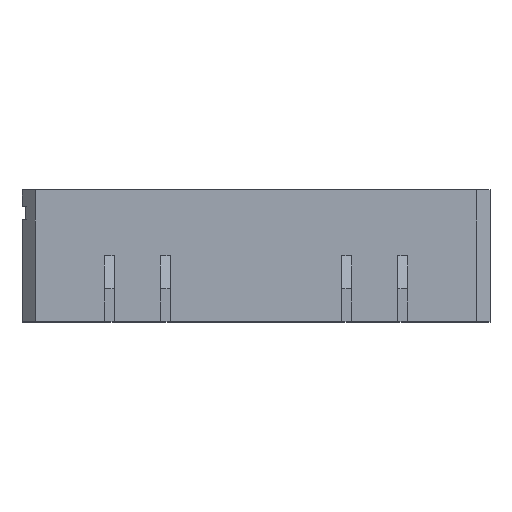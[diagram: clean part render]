
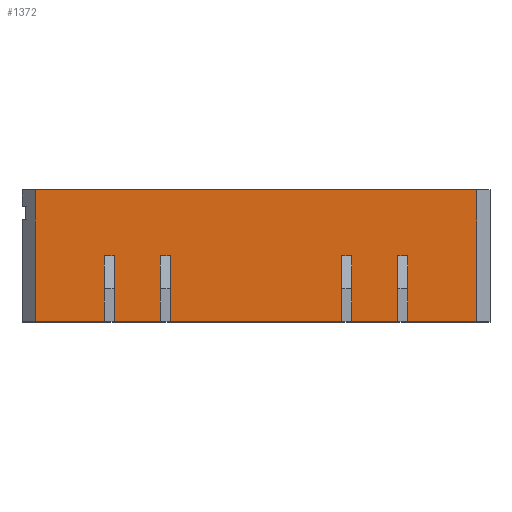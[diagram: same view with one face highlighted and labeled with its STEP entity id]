
A CAD part, top view. The second image highlights one B-rep face of the part: STEP entity #1372.
In plain terms, the highlighted planar face has unit normal (0, 0, 1).
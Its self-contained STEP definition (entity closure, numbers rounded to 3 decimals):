
#68=FACE_OUTER_BOUND('',#137,.T.);
#137=EDGE_LOOP('',(#1031,#1032,#1033,#1034,#1035,#1036,#1037,#1038,#1039,
#1040,#1041,#1042,#1043,#1044,#1045,#1046,#1047,#1048,#1049,#1050));
#214=LINE('',#1889,#396);
#241=LINE('',#1943,#423);
#245=LINE('',#1951,#427);
#249=LINE('',#1959,#431);
#253=LINE('',#1967,#435);
#257=LINE('',#1974,#439);
#298=LINE('',#2051,#480);
#307=LINE('',#2068,#489);
#309=LINE('',#2072,#491);
#310=LINE('',#2074,#492);
#311=LINE('',#2075,#493);
#312=LINE('',#2077,#494);
#313=LINE('',#2079,#495);
#314=LINE('',#2080,#496);
#315=LINE('',#2082,#497);
#316=LINE('',#2084,#498);
#317=LINE('',#2085,#499);
#318=LINE('',#2087,#500);
#319=LINE('',#2089,#501);
#320=LINE('',#2090,#502);
#396=VECTOR('',#1534,10.);
#423=VECTOR('',#1563,10.);
#427=VECTOR('',#1567,10.);
#431=VECTOR('',#1571,10.);
#435=VECTOR('',#1575,10.);
#439=VECTOR('',#1579,10.);
#480=VECTOR('',#1634,10.);
#489=VECTOR('',#1647,10.);
#491=VECTOR('',#1651,10.);
#492=VECTOR('',#1652,10.);
#493=VECTOR('',#1653,10.);
#494=VECTOR('',#1654,10.);
#495=VECTOR('',#1655,10.);
#496=VECTOR('',#1656,10.);
#497=VECTOR('',#1657,10.);
#498=VECTOR('',#1658,10.);
#499=VECTOR('',#1659,10.);
#500=VECTOR('',#1660,10.);
#501=VECTOR('',#1661,10.);
#502=VECTOR('',#1662,10.);
#578=VERTEX_POINT('',#1886);
#579=VERTEX_POINT('',#1888);
#604=VERTEX_POINT('',#1940);
#605=VERTEX_POINT('',#1942);
#608=VERTEX_POINT('',#1948);
#609=VERTEX_POINT('',#1950);
#612=VERTEX_POINT('',#1956);
#613=VERTEX_POINT('',#1958);
#616=VERTEX_POINT('',#1964);
#617=VERTEX_POINT('',#1966);
#620=VERTEX_POINT('',#1972);
#649=VERTEX_POINT('',#2050);
#656=VERTEX_POINT('',#2071);
#657=VERTEX_POINT('',#2073);
#658=VERTEX_POINT('',#2076);
#659=VERTEX_POINT('',#2078);
#660=VERTEX_POINT('',#2081);
#661=VERTEX_POINT('',#2083);
#662=VERTEX_POINT('',#2086);
#663=VERTEX_POINT('',#2088);
#710=EDGE_CURVE('',#578,#579,#214,.T.);
#737=EDGE_CURVE('',#604,#605,#241,.T.);
#741=EDGE_CURVE('',#608,#609,#245,.T.);
#745=EDGE_CURVE('',#612,#613,#249,.T.);
#749=EDGE_CURVE('',#616,#617,#253,.T.);
#753=EDGE_CURVE('',#620,#578,#257,.T.);
#794=EDGE_CURVE('',#579,#649,#298,.T.);
#803=EDGE_CURVE('',#649,#604,#307,.T.);
#805=EDGE_CURVE('',#620,#656,#309,.T.);
#806=EDGE_CURVE('',#656,#657,#310,.T.);
#807=EDGE_CURVE('',#657,#617,#311,.T.);
#808=EDGE_CURVE('',#616,#658,#312,.T.);
#809=EDGE_CURVE('',#658,#659,#313,.T.);
#810=EDGE_CURVE('',#659,#613,#314,.T.);
#811=EDGE_CURVE('',#612,#660,#315,.T.);
#812=EDGE_CURVE('',#660,#661,#316,.T.);
#813=EDGE_CURVE('',#661,#609,#317,.T.);
#814=EDGE_CURVE('',#608,#662,#318,.T.);
#815=EDGE_CURVE('',#662,#663,#319,.T.);
#816=EDGE_CURVE('',#663,#605,#320,.T.);
#1031=ORIENTED_EDGE('',*,*,#710,.F.);
#1032=ORIENTED_EDGE('',*,*,#753,.F.);
#1033=ORIENTED_EDGE('',*,*,#805,.T.);
#1034=ORIENTED_EDGE('',*,*,#806,.T.);
#1035=ORIENTED_EDGE('',*,*,#807,.T.);
#1036=ORIENTED_EDGE('',*,*,#749,.F.);
#1037=ORIENTED_EDGE('',*,*,#808,.T.);
#1038=ORIENTED_EDGE('',*,*,#809,.T.);
#1039=ORIENTED_EDGE('',*,*,#810,.T.);
#1040=ORIENTED_EDGE('',*,*,#745,.F.);
#1041=ORIENTED_EDGE('',*,*,#811,.T.);
#1042=ORIENTED_EDGE('',*,*,#812,.T.);
#1043=ORIENTED_EDGE('',*,*,#813,.T.);
#1044=ORIENTED_EDGE('',*,*,#741,.F.);
#1045=ORIENTED_EDGE('',*,*,#814,.T.);
#1046=ORIENTED_EDGE('',*,*,#815,.T.);
#1047=ORIENTED_EDGE('',*,*,#816,.T.);
#1048=ORIENTED_EDGE('',*,*,#737,.F.);
#1049=ORIENTED_EDGE('',*,*,#803,.F.);
#1050=ORIENTED_EDGE('',*,*,#794,.F.);
#1312=PLANE('',#1454);
#1372=ADVANCED_FACE('',(#68),#1312,.T.);
#1454=AXIS2_PLACEMENT_3D('',#2070,#1649,#1650);
#1534=DIRECTION('',(0.,1.,0.));
#1563=DIRECTION('',(-1.,0.,0.));
#1567=DIRECTION('',(-1.,0.,0.));
#1571=DIRECTION('',(-1.,0.,0.));
#1575=DIRECTION('',(-1.,0.,0.));
#1579=DIRECTION('',(-1.,0.,0.));
#1634=DIRECTION('',(1.,0.,0.));
#1647=DIRECTION('',(0.,-1.,0.));
#1649=DIRECTION('center_axis',(0.,0.,1.));
#1650=DIRECTION('ref_axis',(1.,0.,0.));
#1651=DIRECTION('',(0.,1.,0.));
#1652=DIRECTION('',(1.,0.,0.));
#1653=DIRECTION('',(0.,-1.,0.));
#1654=DIRECTION('',(0.,1.,0.));
#1655=DIRECTION('',(1.,0.,0.));
#1656=DIRECTION('',(0.,-1.,0.));
#1657=DIRECTION('',(0.,1.,0.));
#1658=DIRECTION('',(1.,0.,0.));
#1659=DIRECTION('',(0.,-1.,0.));
#1660=DIRECTION('',(0.,1.,0.));
#1661=DIRECTION('',(1.,0.,0.));
#1662=DIRECTION('',(0.,-1.,0.));
#1886=CARTESIAN_POINT('',(-67.,0.,43.5));
#1888=CARTESIAN_POINT('',(-67.,40.,43.5));
#1889=CARTESIAN_POINT('',(-67.,0.,43.5));
#1940=CARTESIAN_POINT('',(67.,0.,43.5));
#1942=CARTESIAN_POINT('',(46.,0.,43.5));
#1943=CARTESIAN_POINT('',(71.,0.,43.5));
#1948=CARTESIAN_POINT('',(43.,0.,43.5));
#1950=CARTESIAN_POINT('',(29.,0.,43.5));
#1951=CARTESIAN_POINT('',(71.,0.,43.5));
#1956=CARTESIAN_POINT('',(26.,0.,43.5));
#1958=CARTESIAN_POINT('',(-26.,0.,43.5));
#1959=CARTESIAN_POINT('',(71.,0.,43.5));
#1964=CARTESIAN_POINT('',(-29.,0.,43.5));
#1966=CARTESIAN_POINT('',(-43.,0.,43.5));
#1967=CARTESIAN_POINT('',(71.,0.,43.5));
#1972=CARTESIAN_POINT('',(-46.,0.,43.5));
#1974=CARTESIAN_POINT('',(71.,0.,43.5));
#2050=CARTESIAN_POINT('',(67.,40.,43.5));
#2051=CARTESIAN_POINT('',(71.,40.,43.5));
#2068=CARTESIAN_POINT('',(67.,0.,43.5));
#2070=CARTESIAN_POINT('Origin',(-71.,0.,43.5));
#2071=CARTESIAN_POINT('',(-46.,20.,43.5));
#2072=CARTESIAN_POINT('',(-46.,0.,43.5));
#2073=CARTESIAN_POINT('',(-43.,20.,43.5));
#2074=CARTESIAN_POINT('',(-57.75,20.,43.5));
#2075=CARTESIAN_POINT('',(-43.,0.,43.5));
#2076=CARTESIAN_POINT('',(-29.,20.,43.5));
#2077=CARTESIAN_POINT('',(-29.,0.,43.5));
#2078=CARTESIAN_POINT('',(-26.,20.,43.5));
#2079=CARTESIAN_POINT('',(-49.25,20.,43.5));
#2080=CARTESIAN_POINT('',(-26.,0.,43.5));
#2081=CARTESIAN_POINT('',(26.,20.,43.5));
#2082=CARTESIAN_POINT('',(26.,0.,43.5));
#2083=CARTESIAN_POINT('',(29.,20.,43.5));
#2084=CARTESIAN_POINT('',(-21.75,20.,43.5));
#2085=CARTESIAN_POINT('',(29.,0.,43.5));
#2086=CARTESIAN_POINT('',(43.,20.,43.5));
#2087=CARTESIAN_POINT('',(43.,0.,43.5));
#2088=CARTESIAN_POINT('',(46.,20.,43.5));
#2089=CARTESIAN_POINT('',(-13.25,20.,43.5));
#2090=CARTESIAN_POINT('',(46.,0.,43.5));
